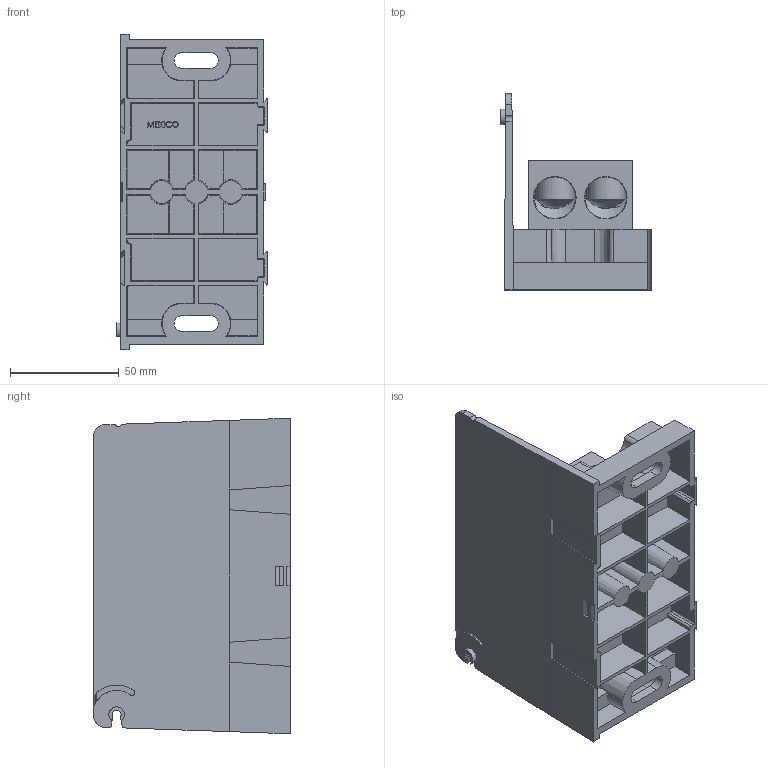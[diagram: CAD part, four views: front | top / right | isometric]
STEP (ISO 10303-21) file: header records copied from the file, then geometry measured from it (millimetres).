
FILE_DESCRIPTION (( 'STEP AP214' ), '1' );
FILE_NAME ('701993rev-ADDER.STEP', '2014-01-13T12:59:32', ( '' ), ( '' ), 'SwSTEP 2.0', 'SolidWorks 2013', '' );
FILE_SCHEMA (( 'AUTOMOTIVE_DESIGN' ));
Length unit declared in the file: inch
Products named in the file (1): 701993rev-ADDER
Bounding box: 69.22 x 90.17 x 144.78 mm (x, y, z)
Volume: 186679.6 mm3; surface area: 107401 mm2
Topology: 8 solids, 8 shells, 483 faces, 1279 edges, 841 vertices
Faces by surface type: plane 298, cylinder 89, cone 65, bspline 21, torus 10
Full cylindrical faces by diameter (mm): 4.928 x1, 6.909 x2, 10.795 x2, 12.7 x2, 15.875 x4, 17.475 x4, 19.05 x4
Entity records: 25571 total; most frequent: CARTESIAN_POINT 8024, ORIENTED_EDGE 2378, DIRECTION 2088, EDGE_CURVE 1189, VERTEX_POINT 805, LINE 802, VECTOR 802, AXIS2_PLACEMENT_3D 643
